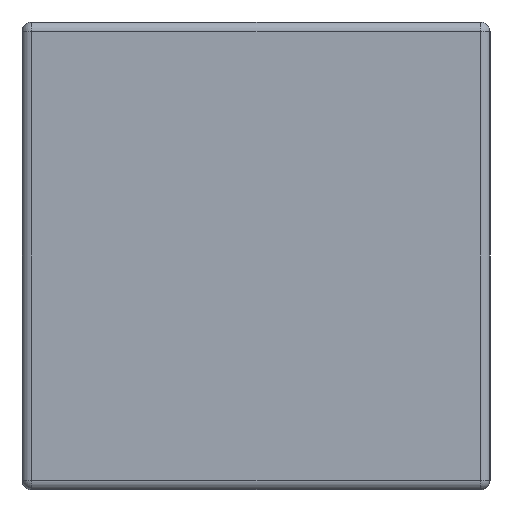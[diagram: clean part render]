
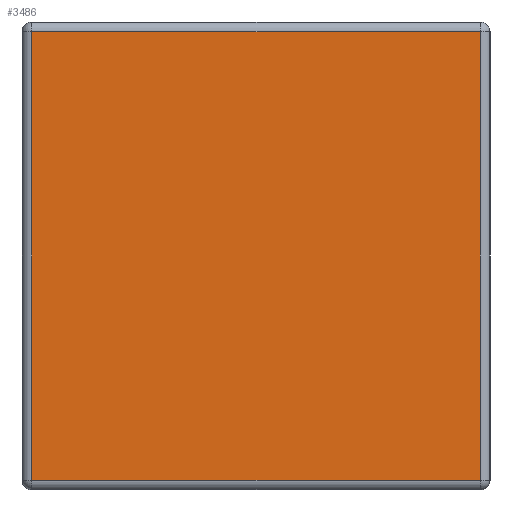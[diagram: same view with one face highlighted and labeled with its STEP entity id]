
A CAD part, left-side view. The second image highlights one B-rep face of the part: STEP entity #3486.
In plain terms, the highlighted planar face has unit normal (-1, 0, 0).
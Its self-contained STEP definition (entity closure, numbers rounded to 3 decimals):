
#27 = LINE ( 'NONE', #271, #457 ) ;
#198 = DIRECTION ( 'NONE',  ( 0., 0., 1. ) ) ;
#226 = ORIENTED_EDGE ( 'NONE', *, *, #499, .T. ) ;
#228 = VECTOR ( 'NONE', #386, 1000. ) ;
#271 = CARTESIAN_POINT ( 'NONE',  ( 0., 0., -0.93 ) ) ;
#386 = DIRECTION ( 'NONE',  ( 0., 0., -1. ) ) ;
#410 = CARTESIAN_POINT ( 'NONE',  ( 0., 0.93, -0.02 ) ) ;
#415 = FACE_OUTER_BOUND ( 'NONE', #2238, .T. ) ;
#436 = DIRECTION ( 'NONE',  ( 0., 0., 1. ) ) ;
#457 = VECTOR ( 'NONE', #2859, 1000. ) ;
#499 = EDGE_CURVE ( 'NONE', #818, #3149, #3147, .T. ) ;
#818 = VERTEX_POINT ( 'NONE', #858 ) ;
#852 = VERTEX_POINT ( 'NONE', #1281 ) ;
#858 = CARTESIAN_POINT ( 'NONE',  ( 0., 0.02, -0.93 ) ) ;
#1281 = CARTESIAN_POINT ( 'NONE',  ( 0., 0.93, -0.93 ) ) ;
#2011 = CARTESIAN_POINT ( 'NONE',  ( 0., 0.02, 0. ) ) ;
#2238 = EDGE_LOOP ( 'NONE', ( #2720, #226, #4137, #3163 ) ) ;
#2244 = PLANE ( 'NONE',  #3361 ) ;
#2308 = LINE ( 'NONE', #3346, #2607 ) ;
#2607 = VECTOR ( 'NONE', #3736, 1000. ) ;
#2649 = CARTESIAN_POINT ( 'NONE',  ( 0., 0.93, -0.95 ) ) ;
#2684 = EDGE_CURVE ( 'NONE', #852, #818, #27, .T. ) ;
#2720 = ORIENTED_EDGE ( 'NONE', *, *, #2684, .T. ) ;
#2848 = VECTOR ( 'NONE', #198, 1000. ) ;
#2859 = DIRECTION ( 'NONE',  ( 0., -1., 0. ) ) ;
#2930 = LINE ( 'NONE', #2649, #228 ) ;
#3041 = EDGE_CURVE ( 'NONE', #4418, #852, #2930, .T. ) ;
#3147 = LINE ( 'NONE', #2011, #2848 ) ;
#3149 = VERTEX_POINT ( 'NONE', #4052 ) ;
#3163 = ORIENTED_EDGE ( 'NONE', *, *, #3041, .T. ) ;
#3346 = CARTESIAN_POINT ( 'NONE',  ( 0., 0.95, -0.02 ) ) ;
#3361 = AXIS2_PLACEMENT_3D ( 'NONE', #3691, #4430, #436 ) ;
#3434 = EDGE_CURVE ( 'NONE', #3149, #4418, #2308, .T. ) ;
#3486 = ADVANCED_FACE ( 'NONE', ( #415 ), #2244, .T. ) ;
#3691 = CARTESIAN_POINT ( 'NONE',  ( 0., 0., 0. ) ) ;
#3736 = DIRECTION ( 'NONE',  ( 0., 1., 0. ) ) ;
#4052 = CARTESIAN_POINT ( 'NONE',  ( 0., 0.02, -0.02 ) ) ;
#4137 = ORIENTED_EDGE ( 'NONE', *, *, #3434, .T. ) ;
#4418 = VERTEX_POINT ( 'NONE', #410 ) ;
#4430 = DIRECTION ( 'NONE',  ( -1., 0., 0. ) ) ;
